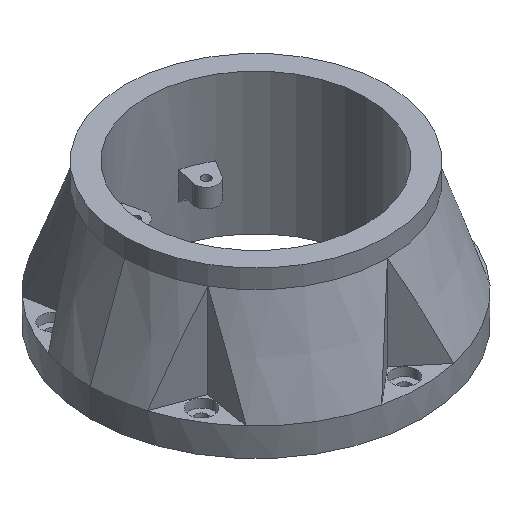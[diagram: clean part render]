
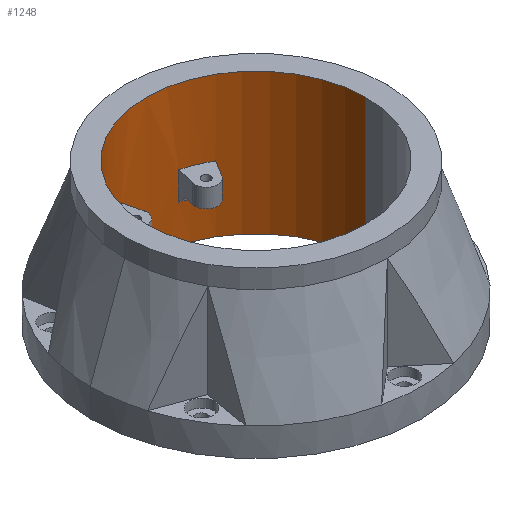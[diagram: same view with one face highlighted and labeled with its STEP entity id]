
A CAD part, isometric view. The second image highlights one B-rep face of the part: STEP entity #1248.
In plain terms, the highlighted cylindrical face has radius 58.5 mm (diameter 117 mm), a partial arc.
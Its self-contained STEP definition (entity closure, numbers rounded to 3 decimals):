
#39 = LINE ( 'NONE', #1042, #2733 ) ;
#53 = DIRECTION ( 'NONE',  ( 0., 0., 1. ) ) ;
#56 = EDGE_CURVE ( 'NONE', #270, #1204, #971, .T. ) ;
#111 = CARTESIAN_POINT ( 'NONE',  ( 58.5, 0., -65. ) ) ;
#171 = EDGE_CURVE ( 'NONE', #2012, #1791, #3037, .T. ) ;
#177 = ORIENTED_EDGE ( 'NONE', *, *, #3057, .T. ) ;
#184 = EDGE_CURVE ( 'NONE', #685, #3089, #314, .T. ) ;
#225 = CARTESIAN_POINT ( 'NONE',  ( 0., 0., -65. ) ) ;
#226 = FACE_BOUND ( 'NONE', #1181, .T. ) ;
#270 = VERTEX_POINT ( 'NONE', #111 ) ;
#311 = EDGE_CURVE ( 'NONE', #671, #2012, #1163, .T. ) ;
#314 = LINE ( 'NONE', #826, #2027 ) ;
#325 = CARTESIAN_POINT ( 'NONE',  ( 15.271, 56.472, -30. ) ) ;
#363 = EDGE_CURVE ( 'NONE', #934, #1791, #612, .T. ) ;
#419 = ORIENTED_EDGE ( 'NONE', *, *, #568, .T. ) ;
#511 = EDGE_LOOP ( 'NONE', ( #2581, #1543, #1717, #419 ) ) ;
#543 = EDGE_CURVE ( 'NONE', #685, #596, #1614, .T. ) ;
#559 = ORIENTED_EDGE ( 'NONE', *, *, #1862, .T. ) ;
#568 = EDGE_CURVE ( 'NONE', #934, #671, #1083, .T. ) ;
#574 = DIRECTION ( 'NONE',  ( -1., 0., 0. ) ) ;
#596 = VERTEX_POINT ( 'NONE', #1844 ) ;
#604 = CARTESIAN_POINT ( 'NONE',  ( 0., 0., 10. ) ) ;
#612 = LINE ( 'NONE', #2955, #765 ) ;
#671 = VERTEX_POINT ( 'NONE', #2097 ) ;
#685 = VERTEX_POINT ( 'NONE', #325 ) ;
#713 = CARTESIAN_POINT ( 'NONE',  ( 0., 0., -30. ) ) ;
#765 = VECTOR ( 'NONE', #1411, 1000. ) ;
#826 = CARTESIAN_POINT ( 'NONE',  ( 15.271, 56.472, -30. ) ) ;
#853 = DIRECTION ( 'NONE',  ( 1., 0., 0. ) ) ;
#934 = VERTEX_POINT ( 'NONE', #3010 ) ;
#971 = CIRCLE ( 'NONE', #1922, 58.5 ) ;
#987 = EDGE_LOOP ( 'NONE', ( #1962, #2054, #559, #1335 ) ) ;
#1042 = CARTESIAN_POINT ( 'NONE',  ( 29.13, 50.732, -30. ) ) ;
#1069 = CARTESIAN_POINT ( 'NONE',  ( 0., 0., -30. ) ) ;
#1075 = AXIS2_PLACEMENT_3D ( 'NONE', #2052, #1293, #574 ) ;
#1083 = CIRCLE ( 'NONE', #1719, 58.5 ) ;
#1105 = DIRECTION ( 'NONE',  ( 0., 0., -1. ) ) ;
#1163 = LINE ( 'NONE', #2435, #1406 ) ;
#1173 = CARTESIAN_POINT ( 'NONE',  ( -58.5, 0., 10. ) ) ;
#1181 = EDGE_LOOP ( 'NONE', ( #1304, #177, #2847, #2187 ) ) ;
#1204 = VERTEX_POINT ( 'NONE', #2753 ) ;
#1215 = DIRECTION ( 'NONE',  ( 0., 0., -1. ) ) ;
#1219 = FACE_BOUND ( 'NONE', #511, .T. ) ;
#1230 = CIRCLE ( 'NONE', #2973, 58.5 ) ;
#1236 = CYLINDRICAL_SURFACE ( 'NONE', #1775, 58.5 ) ;
#1248 = ADVANCED_FACE ( 'NONE', ( #3004, #1219, #226 ), #1236, .F. ) ;
#1274 = CARTESIAN_POINT ( 'NONE',  ( -58.5, 0., -65. ) ) ;
#1293 = DIRECTION ( 'NONE',  ( 0., 0., 1. ) ) ;
#1297 = AXIS2_PLACEMENT_3D ( 'NONE', #713, #1215, #3236 ) ;
#1304 = ORIENTED_EDGE ( 'NONE', *, *, #1750, .T. ) ;
#1312 = AXIS2_PLACEMENT_3D ( 'NONE', #604, #53, #853 ) ;
#1335 = ORIENTED_EDGE ( 'NONE', *, *, #2594, .T. ) ;
#1373 = DIRECTION ( 'NONE',  ( -1., 0., 0. ) ) ;
#1406 = VECTOR ( 'NONE', #3152, 1000. ) ;
#1411 = DIRECTION ( 'NONE',  ( 0., 0., -1. ) ) ;
#1514 = DIRECTION ( 'NONE',  ( 0., 0., 1. ) ) ;
#1543 = ORIENTED_EDGE ( 'NONE', *, *, #171, .T. ) ;
#1570 = VECTOR ( 'NONE', #3202, 1000. ) ;
#1614 = CIRCLE ( 'NONE', #1297, 58.5 ) ;
#1636 = CARTESIAN_POINT ( 'NONE',  ( 58.5, 0., 10. ) ) ;
#1674 = LINE ( 'NONE', #2399, #1570 ) ;
#1698 = CARTESIAN_POINT ( 'NONE',  ( 15.271, 56.472, -45. ) ) ;
#1710 = DIRECTION ( 'NONE',  ( 0., 0., 1. ) ) ;
#1713 = DIRECTION ( 'NONE',  ( -1., 0., 0. ) ) ;
#1717 = ORIENTED_EDGE ( 'NONE', *, *, #363, .F. ) ;
#1719 = AXIS2_PLACEMENT_3D ( 'NONE', #1069, #1105, #1373 ) ;
#1733 = VECTOR ( 'NONE', #2279, 1000. ) ;
#1750 = EDGE_CURVE ( 'NONE', #596, #2379, #39, .T. ) ;
#1775 = AXIS2_PLACEMENT_3D ( 'NONE', #3258, #1514, #2768 ) ;
#1791 = VERTEX_POINT ( 'NONE', #2823 ) ;
#1813 = DIRECTION ( 'NONE',  ( 0., 0., -1. ) ) ;
#1844 = CARTESIAN_POINT ( 'NONE',  ( 29.13, 50.732, -30. ) ) ;
#1862 = EDGE_CURVE ( 'NONE', #270, #2895, #1674, .T. ) ;
#1922 = AXIS2_PLACEMENT_3D ( 'NONE', #225, #1710, #2720 ) ;
#1962 = ORIENTED_EDGE ( 'NONE', *, *, #2064, .F. ) ;
#1986 = CARTESIAN_POINT ( 'NONE',  ( 29.13, 50.732, -45. ) ) ;
#2012 = VERTEX_POINT ( 'NONE', #2777 ) ;
#2027 = VECTOR ( 'NONE', #1813, 1000. ) ;
#2052 = CARTESIAN_POINT ( 'NONE',  ( 0., 0., -45. ) ) ;
#2054 = ORIENTED_EDGE ( 'NONE', *, *, #56, .F. ) ;
#2064 = EDGE_CURVE ( 'NONE', #1204, #2829, #3076, .T. ) ;
#2097 = CARTESIAN_POINT ( 'NONE',  ( -15.271, 56.472, -30. ) ) ;
#2160 = CIRCLE ( 'NONE', #1312, 58.5 ) ;
#2187 = ORIENTED_EDGE ( 'NONE', *, *, #543, .T. ) ;
#2279 = DIRECTION ( 'NONE',  ( 0., 0., 1. ) ) ;
#2331 = DIRECTION ( 'NONE',  ( 0., 0., -1. ) ) ;
#2379 = VERTEX_POINT ( 'NONE', #1986 ) ;
#2399 = CARTESIAN_POINT ( 'NONE',  ( 58.5, 0., -65. ) ) ;
#2435 = CARTESIAN_POINT ( 'NONE',  ( -15.271, 56.472, -30. ) ) ;
#2581 = ORIENTED_EDGE ( 'NONE', *, *, #311, .T. ) ;
#2594 = EDGE_CURVE ( 'NONE', #2895, #2829, #2160, .T. ) ;
#2720 = DIRECTION ( 'NONE',  ( 1., 0., 0. ) ) ;
#2733 = VECTOR ( 'NONE', #2331, 1000. ) ;
#2753 = CARTESIAN_POINT ( 'NONE',  ( -58.5, 0., -65. ) ) ;
#2768 = DIRECTION ( 'NONE',  ( 1., 0., 0. ) ) ;
#2777 = CARTESIAN_POINT ( 'NONE',  ( -15.271, 56.472, -45. ) ) ;
#2823 = CARTESIAN_POINT ( 'NONE',  ( -29.13, 50.732, -45. ) ) ;
#2829 = VERTEX_POINT ( 'NONE', #1173 ) ;
#2847 = ORIENTED_EDGE ( 'NONE', *, *, #184, .F. ) ;
#2895 = VERTEX_POINT ( 'NONE', #1636 ) ;
#2955 = CARTESIAN_POINT ( 'NONE',  ( -29.13, 50.732, -30. ) ) ;
#2962 = DIRECTION ( 'NONE',  ( 0., 0., 1. ) ) ;
#2973 = AXIS2_PLACEMENT_3D ( 'NONE', #3229, #2962, #1713 ) ;
#3004 = FACE_OUTER_BOUND ( 'NONE', #987, .T. ) ;
#3010 = CARTESIAN_POINT ( 'NONE',  ( -29.13, 50.732, -30. ) ) ;
#3037 = CIRCLE ( 'NONE', #1075, 58.5 ) ;
#3057 = EDGE_CURVE ( 'NONE', #2379, #3089, #1230, .T. ) ;
#3076 = LINE ( 'NONE', #1274, #1733 ) ;
#3089 = VERTEX_POINT ( 'NONE', #1698 ) ;
#3152 = DIRECTION ( 'NONE',  ( 0., 0., -1. ) ) ;
#3202 = DIRECTION ( 'NONE',  ( 0., 0., 1. ) ) ;
#3229 = CARTESIAN_POINT ( 'NONE',  ( 0., 0., -45. ) ) ;
#3236 = DIRECTION ( 'NONE',  ( -1., 0., 0. ) ) ;
#3258 = CARTESIAN_POINT ( 'NONE',  ( 0., 0., -65. ) ) ;
